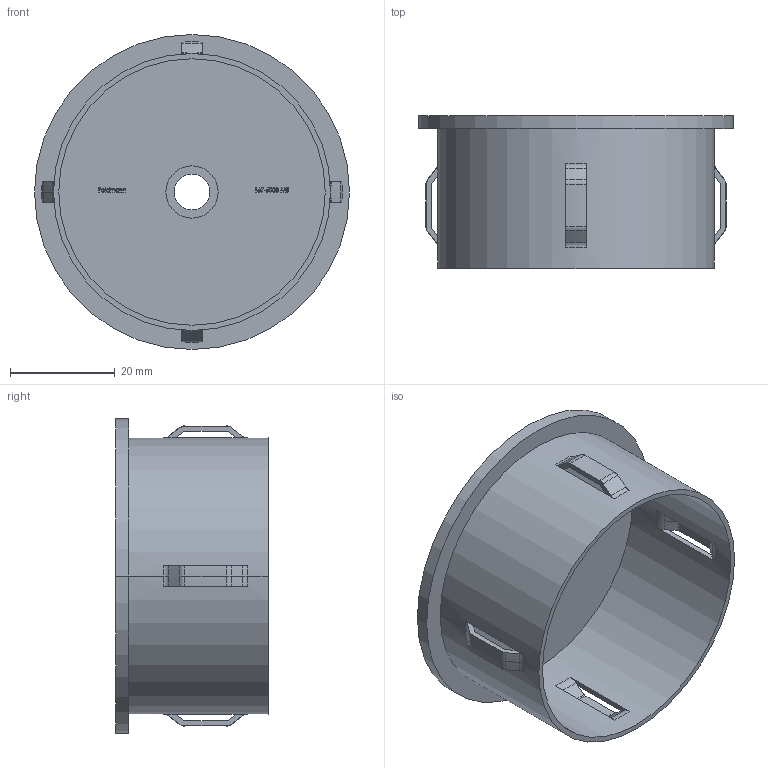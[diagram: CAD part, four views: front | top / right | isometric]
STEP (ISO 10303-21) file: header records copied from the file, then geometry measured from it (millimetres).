
FILE_DESCRIPTION (( 'STEP AP203' ), '1' );
FILE_NAME ('167-6000-M8.step', '2019-09-16T06:57:37', ( '' ), ( '' ), 'SwSTEP 2.0', 'SolidWorks 2015', '' );
FILE_SCHEMA (( 'CONFIG_CONTROL_DESIGN' ));
Length unit declared in the file: millimetre
Products named in the file (1): 167-6000-M8
Bounding box: 60.3 x 29.2 x 60.3 mm (x, y, z)
Volume: 11538.5 mm3; surface area: 15297.7 mm2
Topology: 1 solids, 1 shells, 335 faces, 909 edges, 596 vertices
Faces by surface type: plane 143, bspline 110, torus 40, cone 22, cylinder 20
Entity records: 17326 total; most frequent: CARTESIAN_POINT 9647, ORIENTED_EDGE 1818, DIRECTION 1147, EDGE_CURVE 909, VERTEX_POINT 596, LINE 459, VECTOR 459, EDGE_LOOP 373
